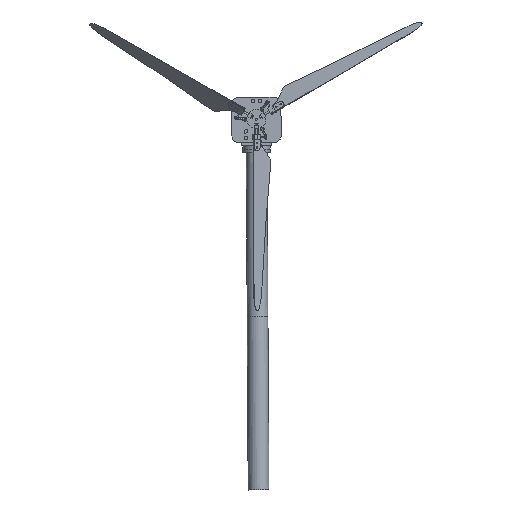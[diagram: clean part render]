
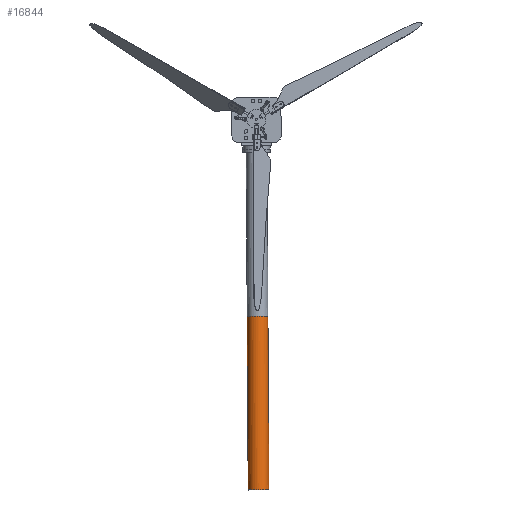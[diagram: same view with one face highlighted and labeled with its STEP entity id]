
A CAD part, front view. The second image highlights one B-rep face of the part: STEP entity #16844.
In plain terms, the highlighted cylindrical face has radius 19 mm (diameter 38 mm), a full revolution.
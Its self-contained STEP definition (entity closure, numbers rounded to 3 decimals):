
#2223=FACE_OUTER_BOUND('',#3235,.T.);
#3235=EDGE_LOOP('',(#14673,#14674,#14675,#14676));
#4482=LINE('',#47191,#5953);
#5953=VECTOR('',#22962,19.);
#7045=CIRCLE('',#18891,19.);
#7046=CIRCLE('',#18892,19.);
#8311=VERTEX_POINT('',#47188);
#8312=VERTEX_POINT('',#47190);
#10497=EDGE_CURVE('',#8311,#8311,#7045,.T.);
#10498=EDGE_CURVE('',#8311,#8312,#4482,.T.);
#10499=EDGE_CURVE('',#8312,#8312,#7046,.T.);
#14673=ORIENTED_EDGE('',*,*,#10497,.F.);
#14674=ORIENTED_EDGE('',*,*,#10498,.T.);
#14675=ORIENTED_EDGE('',*,*,#10499,.T.);
#14676=ORIENTED_EDGE('',*,*,#10498,.F.);
#16093=CYLINDRICAL_SURFACE('',#18890,19.);
#16844=ADVANCED_FACE('',(#2223),#16093,.T.);
#18890=AXIS2_PLACEMENT_3D('',#47187,#22958,#22959);
#18891=AXIS2_PLACEMENT_3D('',#47189,#22960,#22961);
#18892=AXIS2_PLACEMENT_3D('',#47192,#22963,#22964);
#22958=DIRECTION('center_axis',(0.,0.,1.));
#22959=DIRECTION('ref_axis',(1.,0.,0.));
#22960=DIRECTION('center_axis',(0.,0.,1.));
#22961=DIRECTION('ref_axis',(1.,0.,0.));
#22962=DIRECTION('',(0.,0.,-1.));
#22963=DIRECTION('center_axis',(0.,0.,1.));
#22964=DIRECTION('ref_axis',(1.,0.,0.));
#47187=CARTESIAN_POINT('Origin',(0.,0.,0.));
#47188=CARTESIAN_POINT('',(-19.,0.,318.));
#47189=CARTESIAN_POINT('Origin',(0.,0.,318.));
#47190=CARTESIAN_POINT('',(-19.,0.,0.));
#47191=CARTESIAN_POINT('',(-19.,0.,0.));
#47192=CARTESIAN_POINT('Origin',(0.,0.,0.));
